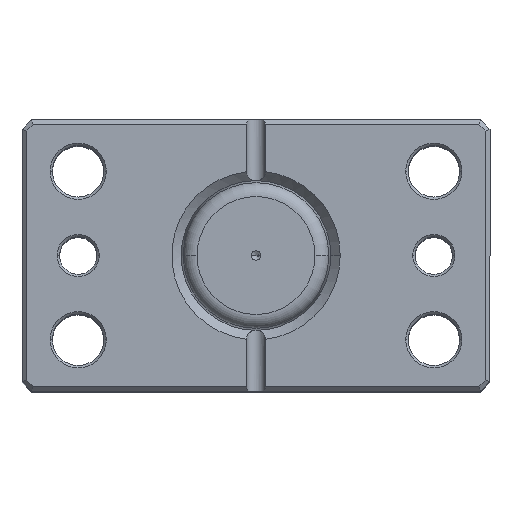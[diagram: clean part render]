
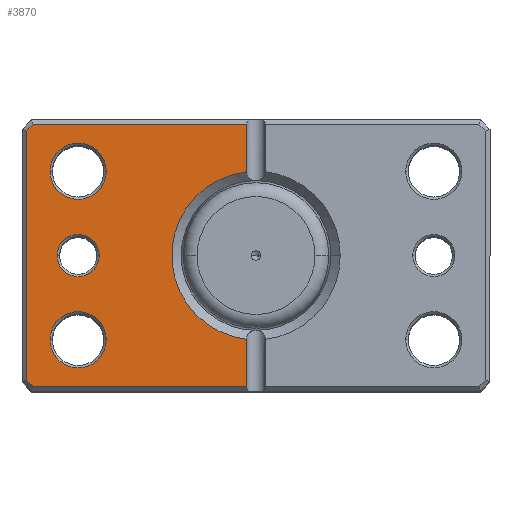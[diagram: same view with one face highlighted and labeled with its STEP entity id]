
A CAD part, top view. The second image highlights one B-rep face of the part: STEP entity #3870.
In plain terms, the highlighted face is planar.
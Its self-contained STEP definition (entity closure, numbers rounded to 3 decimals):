
#21 = VERTEX_POINT ( 'NONE', #2260 ) ;
#207 = ORIENTED_EDGE ( 'NONE', *, *, #4257, .T. ) ;
#298 = ORIENTED_EDGE ( 'NONE', *, *, #452, .T. ) ;
#303 = CARTESIAN_POINT ( 'NONE',  ( 33.5, 0., 0. ) ) ;
#382 = DIRECTION ( 'NONE',  ( 1., 0., 0. ) ) ;
#395 = ORIENTED_EDGE ( 'NONE', *, *, #4233, .T. ) ;
#402 = EDGE_CURVE ( 'NONE', #5476, #6891, #3708, .T. ) ;
#452 = EDGE_CURVE ( 'NONE', #2046, #1172, #583, .T. ) ;
#551 = CIRCLE ( 'NONE', #6769, 6. ) ;
#583 = LINE ( 'NONE', #5558, #3388 ) ;
#689 = EDGE_CURVE ( 'NONE', #21, #5347, #4694, .T. ) ;
#703 = CARTESIAN_POINT ( 'NONE',  ( 47.586, -28., 0. ) ) ;
#731 = ORIENTED_EDGE ( 'NONE', *, *, #4183, .T. ) ;
#847 = FACE_BOUND ( 'NONE', #2453, .T. ) ;
#1012 = FACE_BOUND ( 'NONE', #5963, .T. ) ;
#1013 = CARTESIAN_POINT ( 'NONE',  ( 37.793, -37.793, 0. ) ) ;
#1158 = CARTESIAN_POINT ( 'NONE',  ( 38., -18., 0. ) ) ;
#1172 = VERTEX_POINT ( 'NONE', #2300 ) ;
#1184 = EDGE_CURVE ( 'NONE', #2695, #4021, #4850, .T. ) ;
#1268 = LINE ( 'NONE', #1385, #2501 ) ;
#1385 = CARTESIAN_POINT ( 'NONE',  ( 0., 28., 0. ) ) ;
#1386 = ORIENTED_EDGE ( 'NONE', *, *, #402, .T. ) ;
#1628 = CARTESIAN_POINT ( 'NONE',  ( 38., -18., 0. ) ) ;
#1636 = EDGE_CURVE ( 'NONE', #3911, #4680, #4678, .T. ) ;
#1643 = CARTESIAN_POINT ( 'NONE',  ( 49., 26.586, 0. ) ) ;
#1737 = ORIENTED_EDGE ( 'NONE', *, *, #2274, .T. ) ;
#1759 = AXIS2_PLACEMENT_3D ( 'NONE', #3082, #6897, #3613 ) ;
#1810 = ORIENTED_EDGE ( 'NONE', *, *, #6707, .T. ) ;
#1896 = VECTOR ( 'NONE', #6617, 1000. ) ;
#1941 = PLANE ( 'NONE',  #5751 ) ;
#1969 = ORIENTED_EDGE ( 'NONE', *, *, #1636, .T. ) ;
#1983 = DIRECTION ( 'NONE',  ( 1., 0., 0. ) ) ;
#1990 = CARTESIAN_POINT ( 'NONE',  ( 42.5, 0., 0. ) ) ;
#2046 = VERTEX_POINT ( 'NONE', #2519 ) ;
#2078 = EDGE_LOOP ( 'NONE', ( #3366, #1969 ) ) ;
#2079 = FACE_BOUND ( 'NONE', #2078, .T. ) ;
#2125 = DIRECTION ( 'NONE',  ( 1., 0., 0. ) ) ;
#2239 = AXIS2_PLACEMENT_3D ( 'NONE', #1158, #2587, #5865 ) ;
#2260 = CARTESIAN_POINT ( 'NONE',  ( 32., -18., 0. ) ) ;
#2274 = EDGE_CURVE ( 'NONE', #5347, #21, #551, .T. ) ;
#2300 = CARTESIAN_POINT ( 'NONE',  ( 2., 28., 0. ) ) ;
#2453 = EDGE_LOOP ( 'NONE', ( #5080, #1737 ) ) ;
#2501 = VECTOR ( 'NONE', #1983, 1000. ) ;
#2510 = DIRECTION ( 'NONE',  ( -1., 0., 0. ) ) ;
#2519 = CARTESIAN_POINT ( 'NONE',  ( 2., 17.889, 0. ) ) ;
#2583 = FACE_OUTER_BOUND ( 'NONE', #4995, .T. ) ;
#2587 = DIRECTION ( 'NONE',  ( 0., 0., 1. ) ) ;
#2603 = CARTESIAN_POINT ( 'NONE',  ( 32., 18., 0. ) ) ;
#2649 = EDGE_CURVE ( 'NONE', #4287, #3975, #6646, .T. ) ;
#2681 = CARTESIAN_POINT ( 'NONE',  ( 38., 18., 0. ) ) ;
#2695 = VERTEX_POINT ( 'NONE', #5650 ) ;
#2766 = AXIS2_PLACEMENT_3D ( 'NONE', #2681, #6449, #3208 ) ;
#2913 = DIRECTION ( 'NONE',  ( 0., -1., 0. ) ) ;
#2935 = CARTESIAN_POINT ( 'NONE',  ( 38., 0., 0. ) ) ;
#2975 = CARTESIAN_POINT ( 'NONE',  ( 38., 18., 0. ) ) ;
#3034 = EDGE_CURVE ( 'NONE', #4680, #3911, #5659, .T. ) ;
#3082 = CARTESIAN_POINT ( 'NONE',  ( 0., 0., 0. ) ) ;
#3208 = DIRECTION ( 'NONE',  ( 1., 0., 0. ) ) ;
#3287 = AXIS2_PLACEMENT_3D ( 'NONE', #2935, #6735, #3482 ) ;
#3292 = CARTESIAN_POINT ( 'NONE',  ( 2., 29., 0. ) ) ;
#3366 = ORIENTED_EDGE ( 'NONE', *, *, #3034, .T. ) ;
#3388 = VECTOR ( 'NONE', #5675, 1000. ) ;
#3406 = VECTOR ( 'NONE', #4692, 1000. ) ;
#3482 = DIRECTION ( 'NONE',  ( 1., 0., 0. ) ) ;
#3505 = DIRECTION ( 'NONE',  ( 1., 0., 0. ) ) ;
#3522 = DIRECTION ( 'NONE',  ( 0., 0., 1. ) ) ;
#3613 = DIRECTION ( 'NONE',  ( 1., 0., 0. ) ) ;
#3670 = ORIENTED_EDGE ( 'NONE', *, *, #5582, .T. ) ;
#3708 = LINE ( 'NONE', #6724, #6428 ) ;
#3870 = ADVANCED_FACE ( 'NONE', ( #2079, #847, #1012, #2583 ), #1941, .F. ) ;
#3911 = VERTEX_POINT ( 'NONE', #1990 ) ;
#3975 = VERTEX_POINT ( 'NONE', #5744 ) ;
#4021 = VERTEX_POINT ( 'NONE', #5824 ) ;
#4183 = EDGE_CURVE ( 'NONE', #1172, #5476, #1268, .T. ) ;
#4206 = VECTOR ( 'NONE', #2913, 1000. ) ;
#4233 = EDGE_CURVE ( 'NONE', #4021, #2046, #4963, .T. ) ;
#4257 = EDGE_CURVE ( 'NONE', #5967, #5148, #4792, .T. ) ;
#4284 = DIRECTION ( 'NONE',  ( 0., 0., 1. ) ) ;
#4287 = VERTEX_POINT ( 'NONE', #2603 ) ;
#4331 = CARTESIAN_POINT ( 'NONE',  ( 38., 0., 0. ) ) ;
#4377 = LINE ( 'NONE', #5011, #4206 ) ;
#4379 = DIRECTION ( 'NONE',  ( 1., 0., 0. ) ) ;
#4678 = CIRCLE ( 'NONE', #6438, 4.5 ) ;
#4680 = VERTEX_POINT ( 'NONE', #303 ) ;
#4692 = DIRECTION ( 'NONE',  ( -0.707, -0.707, 0. ) ) ;
#4694 = CIRCLE ( 'NONE', #2239, 6. ) ;
#4792 = LINE ( 'NONE', #1013, #3406 ) ;
#4817 = CARTESIAN_POINT ( 'NONE',  ( 49., -26.586, 0. ) ) ;
#4850 = LINE ( 'NONE', #3292, #1896 ) ;
#4858 = ORIENTED_EDGE ( 'NONE', *, *, #2649, .T. ) ;
#4946 = CARTESIAN_POINT ( 'NONE',  ( 47.586, 28., 0. ) ) ;
#4963 = CIRCLE ( 'NONE', #1759, 18. ) ;
#4964 = AXIS2_PLACEMENT_3D ( 'NONE', #2975, #6761, #3505 ) ;
#4974 = EDGE_CURVE ( 'NONE', #3975, #4287, #5215, .T. ) ;
#4995 = EDGE_LOOP ( 'NONE', ( #5380, #395, #298, #731, #1386, #3670, #207, #1810 ) ) ;
#5011 = CARTESIAN_POINT ( 'NONE',  ( 49., 0., 0. ) ) ;
#5080 = ORIENTED_EDGE ( 'NONE', *, *, #689, .T. ) ;
#5148 = VERTEX_POINT ( 'NONE', #703 ) ;
#5215 = CIRCLE ( 'NONE', #2766, 6. ) ;
#5305 = DIRECTION ( 'NONE',  ( 0., 0., 1. ) ) ;
#5310 = ORIENTED_EDGE ( 'NONE', *, *, #4974, .T. ) ;
#5333 = CARTESIAN_POINT ( 'NONE',  ( 44., -18., 0. ) ) ;
#5347 = VERTEX_POINT ( 'NONE', #5333 ) ;
#5380 = ORIENTED_EDGE ( 'NONE', *, *, #1184, .T. ) ;
#5476 = VERTEX_POINT ( 'NONE', #4946 ) ;
#5526 = LINE ( 'NONE', #6242, #6864 ) ;
#5558 = CARTESIAN_POINT ( 'NONE',  ( 2., 29., 0. ) ) ;
#5582 = EDGE_CURVE ( 'NONE', #6891, #5967, #4377, .T. ) ;
#5650 = CARTESIAN_POINT ( 'NONE',  ( 2., -28., 0. ) ) ;
#5659 = CIRCLE ( 'NONE', #3287, 4.5 ) ;
#5675 = DIRECTION ( 'NONE',  ( 0., 1., 0. ) ) ;
#5744 = CARTESIAN_POINT ( 'NONE',  ( 44., 18., 0. ) ) ;
#5751 = AXIS2_PLACEMENT_3D ( 'NONE', #6205, #3522, #382 ) ;
#5824 = CARTESIAN_POINT ( 'NONE',  ( 2., -17.889, 0. ) ) ;
#5865 = DIRECTION ( 'NONE',  ( 1., 0., 0. ) ) ;
#5963 = EDGE_LOOP ( 'NONE', ( #4858, #5310 ) ) ;
#5967 = VERTEX_POINT ( 'NONE', #4817 ) ;
#6205 = CARTESIAN_POINT ( 'NONE',  ( 0., 0., 0. ) ) ;
#6242 = CARTESIAN_POINT ( 'NONE',  ( 0., -28., 0. ) ) ;
#6428 = VECTOR ( 'NONE', #6671, 1000. ) ;
#6438 = AXIS2_PLACEMENT_3D ( 'NONE', #4331, #4284, #4379 ) ;
#6449 = DIRECTION ( 'NONE',  ( 0., 0., 1. ) ) ;
#6617 = DIRECTION ( 'NONE',  ( 0., 1., 0. ) ) ;
#6646 = CIRCLE ( 'NONE', #4964, 6. ) ;
#6671 = DIRECTION ( 'NONE',  ( 0.707, -0.707, 0. ) ) ;
#6707 = EDGE_CURVE ( 'NONE', #5148, #2695, #5526, .T. ) ;
#6724 = CARTESIAN_POINT ( 'NONE',  ( 37.793, 37.793, 0. ) ) ;
#6735 = DIRECTION ( 'NONE',  ( 0., 0., 1. ) ) ;
#6761 = DIRECTION ( 'NONE',  ( 0., 0., 1. ) ) ;
#6769 = AXIS2_PLACEMENT_3D ( 'NONE', #1628, #5305, #2125 ) ;
#6864 = VECTOR ( 'NONE', #2510, 1000. ) ;
#6891 = VERTEX_POINT ( 'NONE', #1643 ) ;
#6897 = DIRECTION ( 'NONE',  ( 0., 0., 1. ) ) ;
